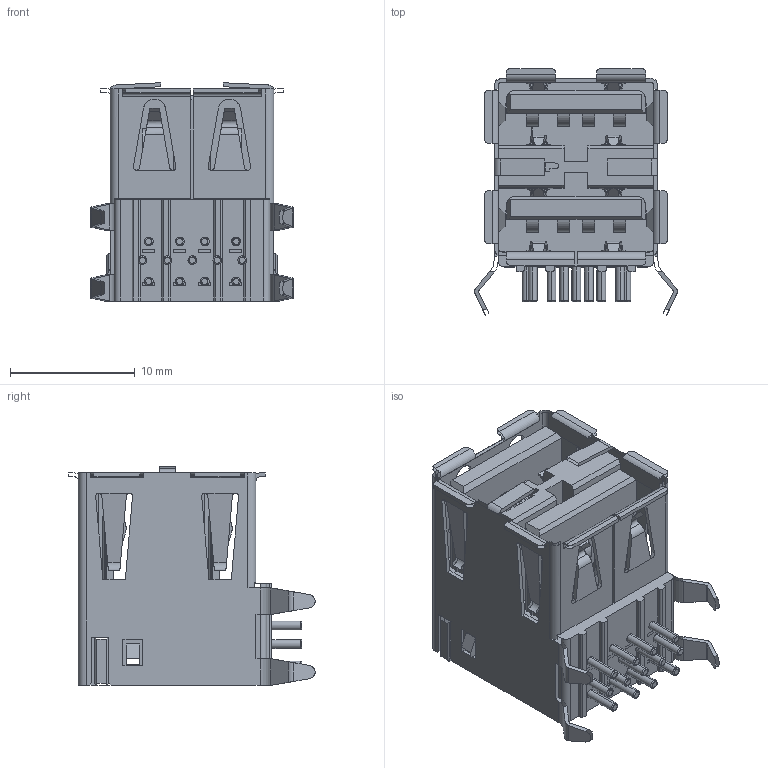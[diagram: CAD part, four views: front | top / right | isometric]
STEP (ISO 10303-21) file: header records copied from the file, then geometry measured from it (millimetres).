
FILE_DESCRIPTION (( 'STEP AP214' ), '1' );
FILE_NAME ('Dual_USB.STEP', '2015-10-29T15:38:22', ( 'student' ), ( 'Microsoft' ), 'SwSTEP 2.0', 'SolidWorks 2014', '' );
FILE_SCHEMA (( 'AUTOMOTIVE_DESIGN' ));
Length unit declared in the file: millimetre
Products named in the file (1): Dual_USB
Bounding box: 16.24 x 19.74 x 17.52 mm (x, y, z)
Surface area: 2704.8 mm2 (no closed solid volume)
Topology: 0 solids, 387 shells, 510 faces, 2664 edges, 2558 vertices
Faces by surface type: plane 355, cylinder 129, torus 26
Entity records: 33796 total; most frequent: CARTESIAN_POINT 9147, DIRECTION 3528, ORIENTED_EDGE 2928, EDGE_CURVE 2664, VERTEX_POINT 2558, LINE 1966, VECTOR 1966, AXIS2_PLACEMENT_3D 781
